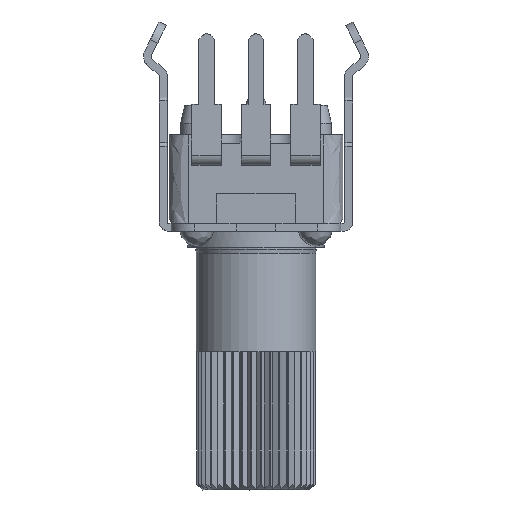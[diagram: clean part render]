
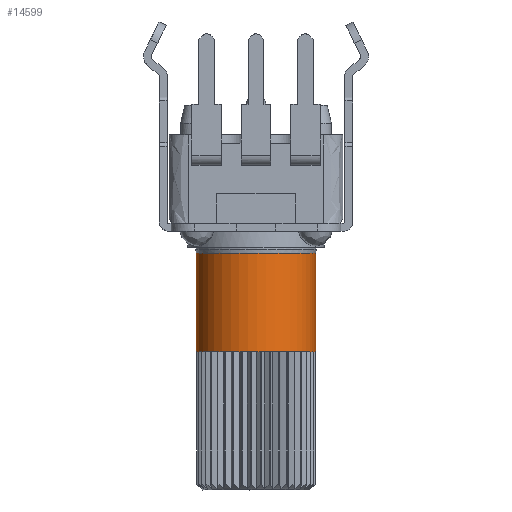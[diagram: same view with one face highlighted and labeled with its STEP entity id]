
A CAD part, front view. The second image highlights one B-rep face of the part: STEP entity #14599.
In plain terms, the highlighted free-form (B-spline) face has degree [1, 3] with [2, 4] control points.
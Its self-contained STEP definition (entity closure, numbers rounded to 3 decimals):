
#125 = EDGE_LOOP ( 'NONE', ( #1188, #8354, #4248, #2429 ) ) ;
#196 = CARTESIAN_POINT ( 'NONE',  ( -3.025, 0., -6.5 ) ) ;
#999 = CARTESIAN_POINT ( 'NONE',  ( -3.025, 0., -6.5 ) ) ;
#1188 = ORIENTED_EDGE ( 'NONE', *, *, #7134, .T. ) ;
#1741 = CARTESIAN_POINT ( 'NONE',  ( 3.025, 0., -6.5 ) ) ;
#1781 = CARTESIAN_POINT ( 'NONE',  ( 3.025, 0., -1.5 ) ) ;
#1981 = VERTEX_POINT ( 'NONE', #3415 ) ;
#2050 =( BOUNDED_CURVE ( )  B_SPLINE_CURVE ( 3, ( #2727, #7280, #13016, #1781 ),
 .UNSPECIFIED., .F., .F. ) 
 B_SPLINE_CURVE_WITH_KNOTS ( ( 4, 4 ),
 ( -6.283, -3.142 ),
 .UNSPECIFIED. ) 
 CURVE ( )  GEOMETRIC_REPRESENTATION_ITEM ( )  RATIONAL_B_SPLINE_CURVE ( ( 1., 0.333, 0.333, 1. ) ) 
 REPRESENTATION_ITEM ( '' )  );
#2429 = ORIENTED_EDGE ( 'NONE', *, *, #3997, .T. ) ;
#2727 = CARTESIAN_POINT ( 'NONE',  ( -3.025, 0., -1.5 ) ) ;
#2845 = CARTESIAN_POINT ( 'NONE',  ( 3.025, 0., -1.5 ) ) ;
#2925 = CARTESIAN_POINT ( 'NONE',  ( -3.025, 0., -6.5 ) ) ;
#3415 = CARTESIAN_POINT ( 'NONE',  ( -3.025, 0., -1.5 ) ) ;
#3530 = CARTESIAN_POINT ( 'NONE',  ( 3.025, -6.05, -1.5 ) ) ;
#3730 = CARTESIAN_POINT ( 'NONE',  ( 3.025, 0., -6.5 ) ) ;
#3997 = EDGE_CURVE ( 'NONE', #1981, #10049, #8317, .T. ) ;
#4248 = ORIENTED_EDGE ( 'NONE', *, *, #4651, .F. ) ;
#4651 = EDGE_CURVE ( 'NONE', #1981, #9345, #2050, .T. ) ;
#4690 = CARTESIAN_POINT ( 'NONE',  ( 3.025, 0., -1.5 ) ) ;
#4882 = CARTESIAN_POINT ( 'NONE',  ( -3.025, -6.05, -6.5 ) ) ;
#5006 = CARTESIAN_POINT ( 'NONE',  ( 3.025, 0., -6.5 ) ) ;
#5825 = CARTESIAN_POINT ( 'NONE',  ( 3.025, 0., -6.5 ) ) ;
#6969 = CARTESIAN_POINT ( 'NONE',  ( -3.025, 0., -1.5 ) ) ;
#7037 = EDGE_CURVE ( 'NONE', #7538, #9345, #12909, .T. ) ;
#7134 = EDGE_CURVE ( 'NONE', #10049, #7538, #14480, .T. ) ;
#7280 = CARTESIAN_POINT ( 'NONE',  ( -3.025, -6.05, -1.5 ) ) ;
#7538 = VERTEX_POINT ( 'NONE', #5825 ) ;
#7753 = CARTESIAN_POINT ( 'NONE',  ( -3.025, 0., -1.5 ) ) ;
#8093 = CARTESIAN_POINT ( 'NONE',  ( 3.025, -6.05, -6.5 ) ) ;
#8317 = B_SPLINE_CURVE_WITH_KNOTS ( 'NONE', 1,
 ( #7753, #999 ),
 .UNSPECIFIED., .F., .F.,
 ( 2, 2 ),
 ( -1., 0. ),
 .UNSPECIFIED. ) ;
#8354 = ORIENTED_EDGE ( 'NONE', *, *, #7037, .T. ) ;
#8386 = CARTESIAN_POINT ( 'NONE',  ( -3.025, 0., -6.5 ) ) ;
#9345 = VERTEX_POINT ( 'NONE', #14584 ) ;
#9917 = FACE_OUTER_BOUND ( 'NONE', #125, .T. ) ;
#10049 = VERTEX_POINT ( 'NONE', #8386 ) ;
#10762 =( BOUNDED_SURFACE ( )  B_SPLINE_SURFACE ( 1, 3, ( 
 ( #196, #4882, #8093, #3730 ),
 ( #6969, #13835, #3530, #4690 ) ),
 .UNSPECIFIED., .F., .F., .F. ) 
 B_SPLINE_SURFACE_WITH_KNOTS ( ( 2, 2 ),
 ( 4, 4 ),
 ( 0., 1. ),
 ( 0., 1. ),
 .UNSPECIFIED. ) 
 GEOMETRIC_REPRESENTATION_ITEM ( )  RATIONAL_B_SPLINE_SURFACE ( (
 ( 1., 0.333, 0.333, 1.),
 ( 1., 0.333, 0.333, 1.) ) ) 
 REPRESENTATION_ITEM ( '' )  SURFACE ( )  );
#10918 = CARTESIAN_POINT ( 'NONE',  ( -3.025, -6.05, -6.5 ) ) ;
#12061 = CARTESIAN_POINT ( 'NONE',  ( 3.025, -6.05, -6.5 ) ) ;
#12909 = B_SPLINE_CURVE_WITH_KNOTS ( 'NONE', 1,
 ( #5006, #2845 ),
 .UNSPECIFIED., .F., .F.,
 ( 2, 2 ),
 ( -1., 0. ),
 .UNSPECIFIED. ) ;
#13016 = CARTESIAN_POINT ( 'NONE',  ( 3.025, -6.05, -1.5 ) ) ;
#13835 = CARTESIAN_POINT ( 'NONE',  ( -3.025, -6.05, -1.5 ) ) ;
#14480 =( BOUNDED_CURVE ( )  B_SPLINE_CURVE ( 3, ( #2925, #10918, #12061, #1741 ),
 .UNSPECIFIED., .F., .F. ) 
 B_SPLINE_CURVE_WITH_KNOTS ( ( 4, 4 ),
 ( -6.283, -3.142 ),
 .UNSPECIFIED. ) 
 CURVE ( )  GEOMETRIC_REPRESENTATION_ITEM ( )  RATIONAL_B_SPLINE_CURVE ( ( 1., 0.333, 0.333, 1. ) ) 
 REPRESENTATION_ITEM ( '' )  );
#14584 = CARTESIAN_POINT ( 'NONE',  ( 3.025, 0., -1.5 ) ) ;
#14599 = ADVANCED_FACE ( 'NONE', ( #9917 ), #10762, .F. ) ;
